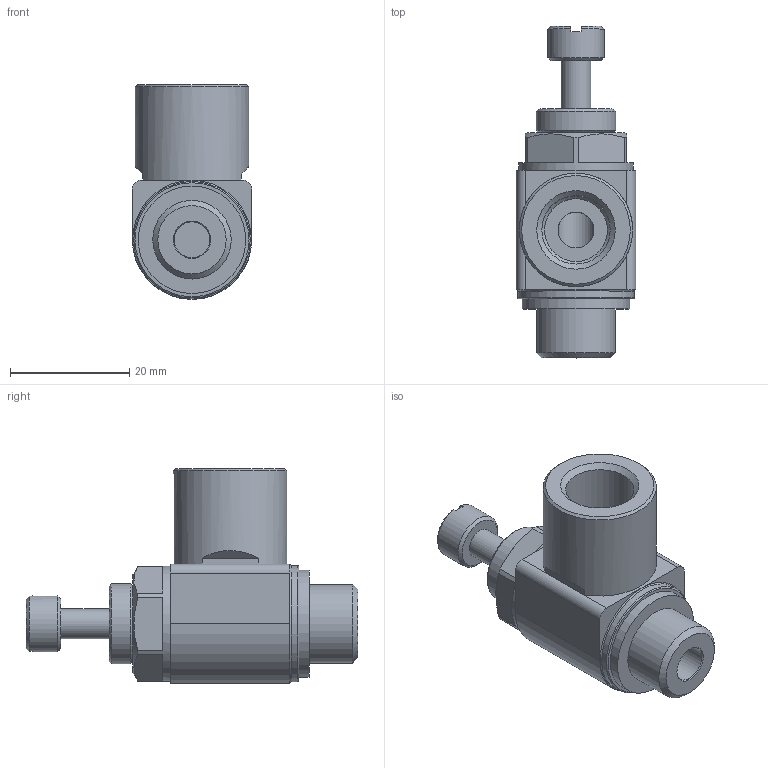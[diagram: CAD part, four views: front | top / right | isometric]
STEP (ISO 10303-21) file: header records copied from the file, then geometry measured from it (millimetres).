
FILE_DESCRIPTION(/* description */ ('STEP AP214'),/* implementation_level */ '2;1');
FILE_NAME(/* name */ '151198_GRLZ-1_4-RS-B',/* time_stamp */ '2024-08-28T21:53:59+02:00',/* author */ ('License CC BY-ND 4.0'),/* organization */ ('CADENAS'),/* preprocessor_version */ 'ST-DEVELOPER v19.3',/* originating_system */ 'PARTsolutions',/* authorisation */ ' ');
FILE_SCHEMA (('AUTOMOTIVE_DESIGN {1 0 10303 214 3 1 1}'));
Length unit declared in the file: millimetre
Products named in the file (1): 151198 GRLZ-1/4-RS-B
Bounding box: 20 x 55.6 x 36 mm (x, y, z)
Volume: 13601.3 mm3; surface area: 5725.8 mm2
Topology: 1 solids, 1 shells, 64 faces, 146 edges, 94 vertices
Faces by surface type: plane 35, cylinder 15, cone 12, torus 2
Full cylindrical faces by diameter (mm): 5 x1, 6 x2, 9.4 x1, 10.526 x1, 11.445 x1, 13.157 x1, 13.4 x1, 18 x1, 19 x1, 19.2 x1, 19.5 x1
Entity records: 1698 total; most frequent: CARTESIAN_POINT 309, DIRECTION 298, ORIENTED_EDGE 234, AXIS2_PLACEMENT_3D 126, EDGE_CURVE 117, EDGE_LOOP 100, FACE_BOUND 100, VERTEX_POINT 89
